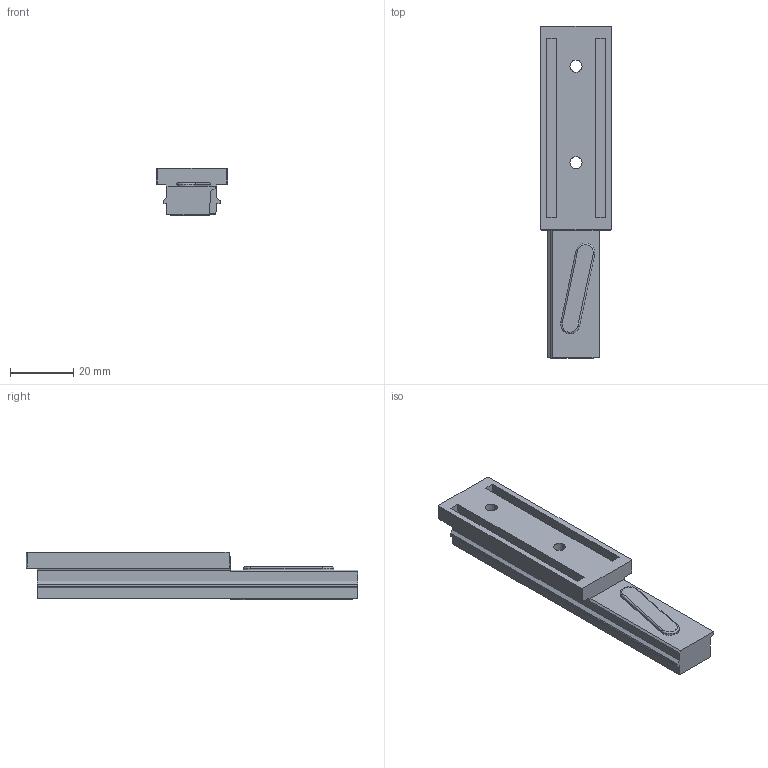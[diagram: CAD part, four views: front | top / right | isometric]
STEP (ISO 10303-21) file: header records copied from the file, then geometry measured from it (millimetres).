
FILE_DESCRIPTION (( 'STEP AP214' ), '1' );
FILE_NAME ('70212.STEP', '2021-03-03T09:17:18', ( '' ), ( '' ), 'SwSTEP 2.0', 'SolidWorks 2020', '' );
FILE_SCHEMA (( 'AUTOMOTIVE_DESIGN' ));
Length unit declared in the file: millimetre
Products named in the file (4): 70212; PE17009003_TAPA_SOP_ZERO_RevC; PE17009019_UNION_PERFILES_ZERO_RevC; PE17009027_TAPA_PLAST_ACCE_ZERO_RevB
Assembly tree (3 placements, depth 2):
  70212
    PE17009019_UNION_PERFILES_ZERO_RevC
    PE17009003_TAPA_SOP_ZERO_RevC
    PE17009027_TAPA_PLAST_ACCE_ZERO_RevB
Bounding box: 22.48 x 104.89 x 14.95 mm (x, y, z)
Volume: 11688.7 mm3; surface area: 13000.7 mm2
Topology: 3 solids, 3 shells, 797 faces, 1918 edges, 1138 vertices
Faces by surface type: cylinder 227, bspline 219, plane 181, sphere 72, cone 53, torus 45
Entity records: 25347 total; most frequent: CARTESIAN_POINT 8396, ORIENTED_EDGE 3812, DIRECTION 3066, EDGE_CURVE 1906, VERTEX_POINT 1138, AXIS2_PLACEMENT_3D 1117, EDGE_LOOP 834, LINE 832
